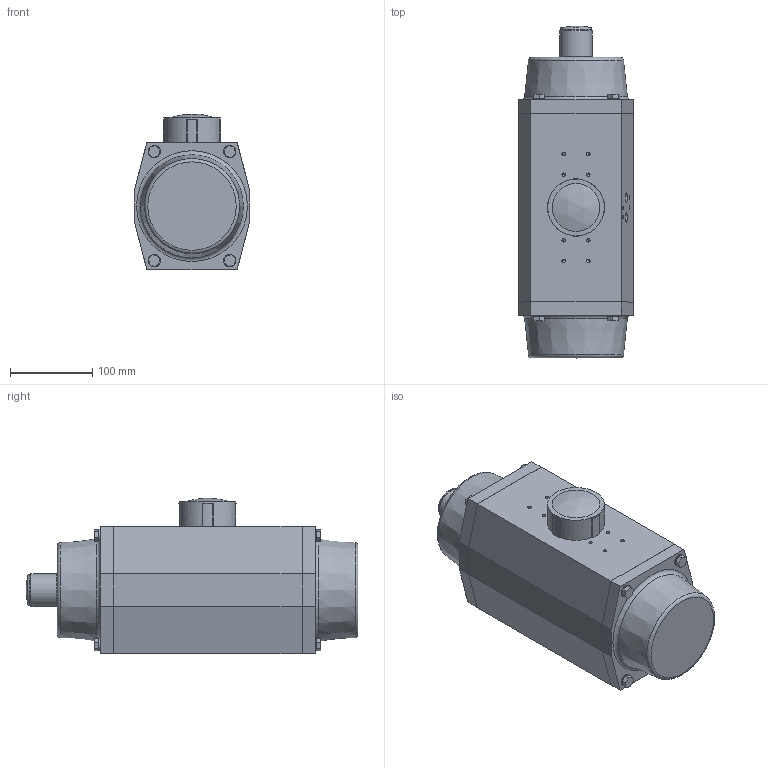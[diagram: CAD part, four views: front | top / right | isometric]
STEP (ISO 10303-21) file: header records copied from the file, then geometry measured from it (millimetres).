
FILE_DESCRIPTION( ( 'STEP AP214' ), '1' );
FILE_NAME( ' ', ' ', ( ' ' ), ( ' ' ), 'PSStep 11.0', 'VISI 17.0', ' ' );
FILE_SCHEMA( ( 'AUTOMOTIVE_DESIGN { 1 0 10303 214 1 1 1 1 }' ) );
Length unit declared in the file: millimetre
Products named in the file (1): 1
Bounding box: 140 x 404.1 x 189.34 mm (x, y, z)
Volume: 6564400.5 mm3; surface area: 236879 mm2
Topology: 1 solids, 1 shells, 280 faces, 661 edges, 401 vertices
Faces by surface type: plane 215, cylinder 36, cone 22, torus 5, sphere 2
Full cylindrical faces by diameter (mm): 4.2 x12, 8.5 x4, 11.445 x2, 15 x8, 38 x1, 40 x1, 53 x1, 60 x1, 69 x1, 70 x1
Entity records: 9641 total; most frequent: DIRECTION 1310, CARTESIAN_POINT 1239, ORIENTED_EDGE 1140, EDGE_CURVE 570, AXIS2_PLACEMENT_3D 459, LINE 392, VECTOR 392, VERTEX_POINT 388
